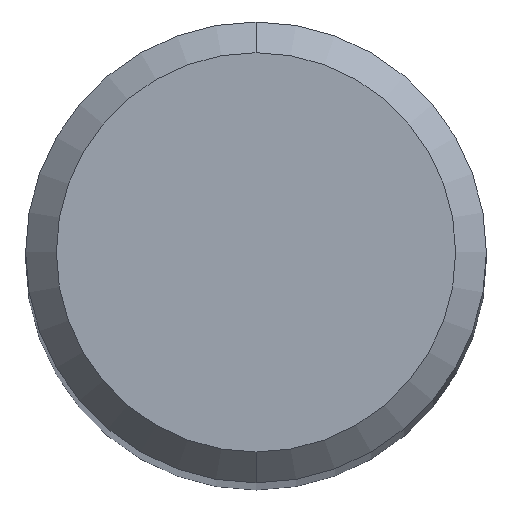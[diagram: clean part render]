
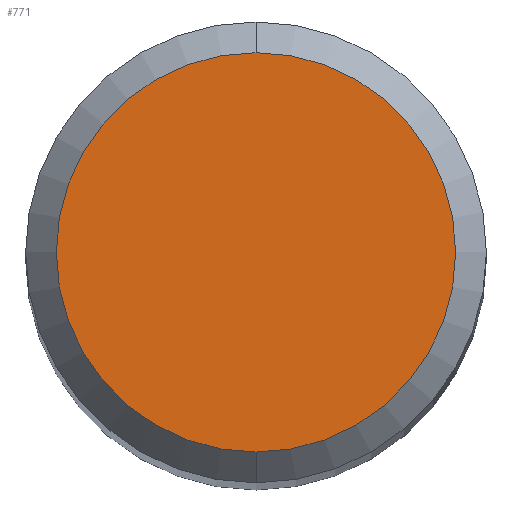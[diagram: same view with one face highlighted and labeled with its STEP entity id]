
A CAD part, top view. The second image highlights one B-rep face of the part: STEP entity #771.
In plain terms, the highlighted planar face has unit normal (0, 0, 1).
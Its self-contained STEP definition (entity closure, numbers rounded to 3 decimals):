
#357=EDGE_CURVE('',#549,#611,#956,.T.);
#549=VERTEX_POINT('',#1171);
#611=VERTEX_POINT('',#1236);
#771=ADVANCED_FACE('',(#1410),#1411,.T.);
#819=EDGE_CURVE('',#611,#549,#1465,.T.);
#956=CIRCLE('',#1939,2.6);
#1171=CARTESIAN_POINT('',(0.,-2.6,0.0));
#1236=CARTESIAN_POINT('',(0.0,2.6,0.0));
#1410=FACE_OUTER_BOUND('',#5535,.T.);
#1411=PLANE('',#5536);
#1465=CIRCLE('',#6403,2.6);
#1939=AXIS2_PLACEMENT_3D('',#7564,#7565,#7566);
#5535=EDGE_LOOP('',(#8064,#8065));
#5536=AXIS2_PLACEMENT_3D('',#8066,#8067,#8068);
#6403=AXIS2_PLACEMENT_3D('',#8132,#8133,#8134);
#7564=CARTESIAN_POINT('',(0.0,0.0,0.0));
#7565=DIRECTION('',(0.0,0.0,-1.0));
#7566=DIRECTION('',(0.0,1.0,0.0));
#8064=ORIENTED_EDGE('',*,*,#819,.F.);
#8065=ORIENTED_EDGE('',*,*,#357,.F.);
#8066=CARTESIAN_POINT('',(0.0,1.3,0.0));
#8067=DIRECTION('',(-0.0,0.0,1.0));
#8068=DIRECTION('',(0.0,-1.0,0.0));
#8132=CARTESIAN_POINT('',(0.0,0.0,0.0));
#8133=DIRECTION('',(0.0,0.0,-1.0));
#8134=DIRECTION('',(0.0,1.0,0.0));
